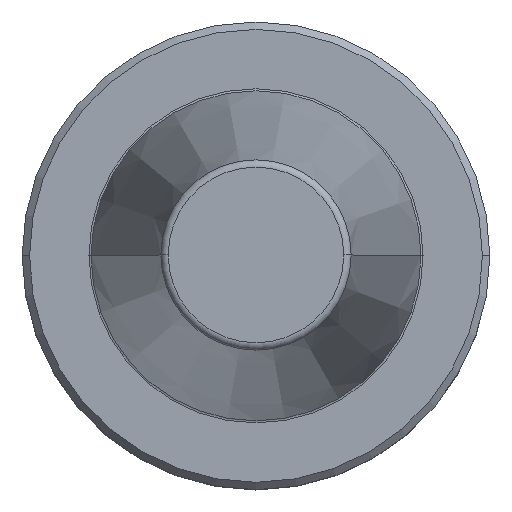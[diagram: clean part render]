
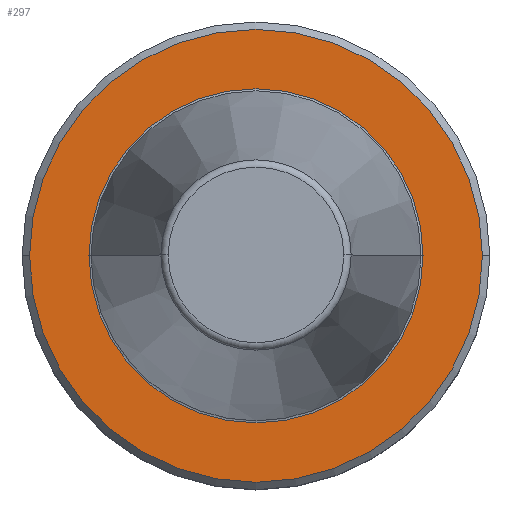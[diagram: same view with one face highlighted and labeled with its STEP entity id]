
A CAD part, top view. The second image highlights one B-rep face of the part: STEP entity #297.
In plain terms, the highlighted planar face has unit normal (0, 0, 1).
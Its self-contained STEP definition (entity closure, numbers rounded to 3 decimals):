
#13 = VERTEX_POINT ( 'NONE', #629 ) ;
#149 = ORIENTED_EDGE ( 'NONE', *, *, #1272, .T. ) ;
#160 = DIRECTION ( 'NONE',  ( 0., 0., 1. ) ) ;
#169 = FACE_BOUND ( 'NONE', #1179, .T. ) ;
#181 = FACE_OUTER_BOUND ( 'NONE', #279, .T. ) ;
#186 = CARTESIAN_POINT ( 'NONE',  ( 0., 0., -2. ) ) ;
#193 = DIRECTION ( 'NONE',  ( 0., 0., 1. ) ) ;
#223 = DIRECTION ( 'NONE',  ( 1., 0., 0. ) ) ;
#251 = ORIENTED_EDGE ( 'NONE', *, *, #1254, .T. ) ;
#255 = CARTESIAN_POINT ( 'NONE',  ( 30.5, 0., -2. ) ) ;
#259 = DIRECTION ( 'NONE',  ( 0., 0., 1. ) ) ;
#267 = ORIENTED_EDGE ( 'NONE', *, *, #301, .F. ) ;
#279 = EDGE_LOOP ( 'NONE', ( #149, #251 ) ) ;
#297 = ADVANCED_FACE ( 'NONE', ( #169, #181 ), #1232, .F. ) ;
#298 = DIRECTION ( 'NONE',  ( 1., 0., 0. ) ) ;
#301 = EDGE_CURVE ( 'NONE', #13, #691, #463, .T. ) ;
#328 = CIRCLE ( 'NONE', #1050, 22.5 ) ;
#341 = CARTESIAN_POINT ( 'NONE',  ( 22.5, 0., -2. ) ) ;
#401 = DIRECTION ( 'NONE',  ( -1., 0., 0. ) ) ;
#463 = CIRCLE ( 'NONE', #748, 22.5 ) ;
#545 = EDGE_CURVE ( 'NONE', #691, #13, #328, .T. ) ;
#589 = CIRCLE ( 'NONE', #1036, 30.5 ) ;
#607 = CARTESIAN_POINT ( 'NONE',  ( -30.5, 0., -2. ) ) ;
#629 = CARTESIAN_POINT ( 'NONE',  ( -22.5, 0., -2. ) ) ;
#681 = AXIS2_PLACEMENT_3D ( 'NONE', #812, #943, #401 ) ;
#691 = VERTEX_POINT ( 'NONE', #341 ) ;
#721 = CARTESIAN_POINT ( 'NONE',  ( 0., 0., -2. ) ) ;
#748 = AXIS2_PLACEMENT_3D ( 'NONE', #838, #259, #1191 ) ;
#800 = CARTESIAN_POINT ( 'NONE',  ( 0., 0., -2. ) ) ;
#812 = CARTESIAN_POINT ( 'NONE',  ( 0., 30.5, -2. ) ) ;
#838 = CARTESIAN_POINT ( 'NONE',  ( 0., 0., -2. ) ) ;
#855 = ORIENTED_EDGE ( 'NONE', *, *, #545, .F. ) ;
#874 = AXIS2_PLACEMENT_3D ( 'NONE', #186, #903, #298 ) ;
#903 = DIRECTION ( 'NONE',  ( 0., 0., 1. ) ) ;
#910 = DIRECTION ( 'NONE',  ( 1., 0., 0. ) ) ;
#943 = DIRECTION ( 'NONE',  ( 0., 0., -1. ) ) ;
#1000 = VERTEX_POINT ( 'NONE', #255 ) ;
#1036 = AXIS2_PLACEMENT_3D ( 'NONE', #800, #193, #910 ) ;
#1050 = AXIS2_PLACEMENT_3D ( 'NONE', #721, #160, #223 ) ;
#1101 = CIRCLE ( 'NONE', #874, 30.5 ) ;
#1179 = EDGE_LOOP ( 'NONE', ( #855, #267 ) ) ;
#1191 = DIRECTION ( 'NONE',  ( 1., 0., 0. ) ) ;
#1232 = PLANE ( 'NONE',  #681 ) ;
#1254 = EDGE_CURVE ( 'NONE', #1000, #1282, #1101, .T. ) ;
#1272 = EDGE_CURVE ( 'NONE', #1282, #1000, #589, .T. ) ;
#1282 = VERTEX_POINT ( 'NONE', #607 ) ;
